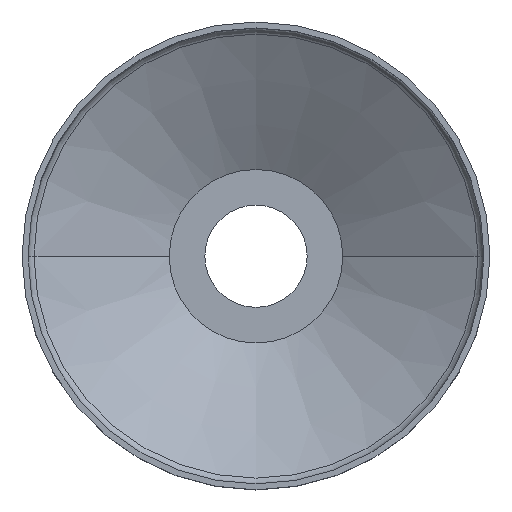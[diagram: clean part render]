
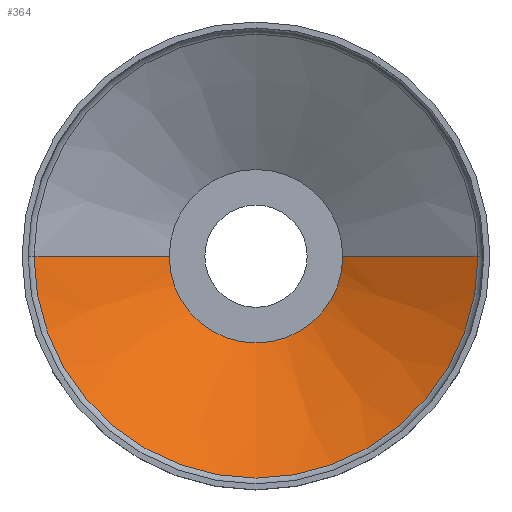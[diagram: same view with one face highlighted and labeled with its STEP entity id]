
A CAD part, top view. The second image highlights one B-rep face of the part: STEP entity #364.
In plain terms, the highlighted conical face has half-angle 60 degrees and reference radius 19.78 mm.
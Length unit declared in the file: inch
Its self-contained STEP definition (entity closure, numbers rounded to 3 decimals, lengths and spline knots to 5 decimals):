
#150=CARTESIAN_POINT('',(0.,0.,0.03));
#151=DIRECTION('',(0.,0.,-1.));
#152=DIRECTION('',(1.,0.,0.));
#153=AXIS2_PLACEMENT_3D('',#150,#151,#152);
#160=CARTESIAN_POINT('',(0.,0.,0.42404));
#161=DIRECTION('',(0.,0.,-1.));
#162=DIRECTION('',(1.,0.,0.));
#163=AXIS2_PLACEMENT_3D('',#160,#161,#162);
#165=DIRECTION('',(-0.866,0.,-0.5));
#166=VECTOR('',#165,0.78808);
#167=CARTESIAN_POINT('',(1.12,0.,0.42404));
#168=LINE('',#167,#166);
#169=DIRECTION('',(0.866,0.,-0.5));
#170=VECTOR('',#169,0.78808);
#171=CARTESIAN_POINT('',(-1.12,0.,0.42404));
#172=LINE('',#171,#170);
#256=CARTESIAN_POINT('',(1.12,0.,0.42404));
#257=CARTESIAN_POINT('',(0.4375,0.,0.03));
#258=VERTEX_POINT('',#256);
#259=VERTEX_POINT('',#257);
#260=CARTESIAN_POINT('',(-1.12,0.,0.42404));
#261=CARTESIAN_POINT('',(-0.4375,0.,0.03));
#262=VERTEX_POINT('',#260);
#263=VERTEX_POINT('',#261);
#350=CARTESIAN_POINT('',(0.,0.,0.22702));
#351=DIRECTION('',(0.,0.,1.));
#352=DIRECTION('',(-1.,0.,0.));
#353=AXIS2_PLACEMENT_3D('',#350,#351,#352);
#354=CONICAL_SURFACE('',#353,0.77875,60.);
#356=ORIENTED_EDGE('',*,*,#355,.F.);
#358=ORIENTED_EDGE('',*,*,#357,.T.);
#360=ORIENTED_EDGE('',*,*,#359,.T.);
#361=ORIENTED_EDGE('',*,*,#339,.F.);
#362=EDGE_LOOP('',(#356,#358,#360,#361));
#363=FACE_OUTER_BOUND('',#362,.F.);
#364=ADVANCED_FACE('',(#363),#354,.F.);
#154=CIRCLE('',#153,0.4375);
#164=CIRCLE('',#163,1.12);
#339=EDGE_CURVE('',#259,#263,#154,.T.);
#355=EDGE_CURVE('',#258,#259,#168,.T.);
#357=EDGE_CURVE('',#258,#262,#164,.T.);
#359=EDGE_CURVE('',#262,#263,#172,.T.);
